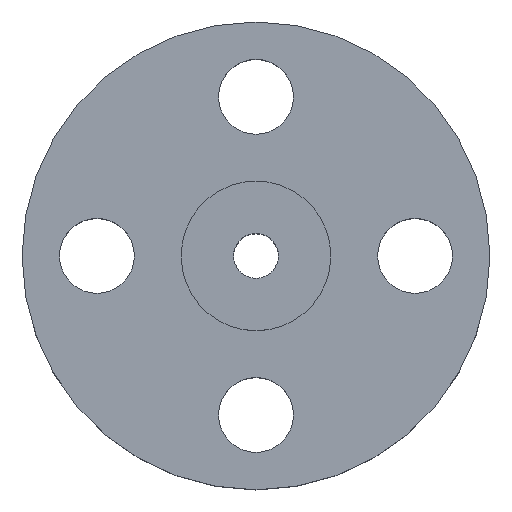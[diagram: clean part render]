
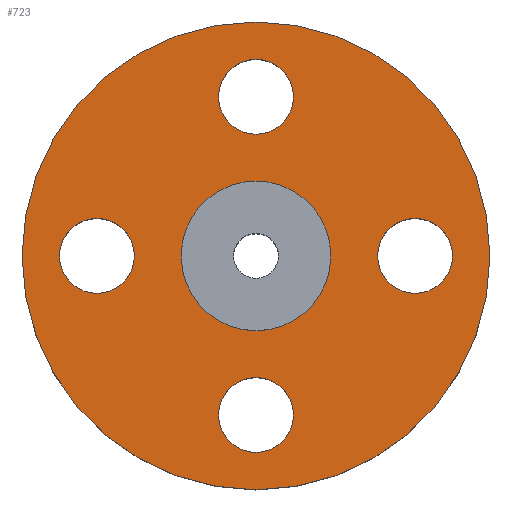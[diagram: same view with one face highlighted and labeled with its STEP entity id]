
A CAD part, top view. The second image highlights one B-rep face of the part: STEP entity #723.
In plain terms, the highlighted planar face has unit normal (0, 0, 1).
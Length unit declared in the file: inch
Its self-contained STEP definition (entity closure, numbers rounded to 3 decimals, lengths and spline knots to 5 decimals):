
#1 = DIRECTION ( 'NONE',  ( 0., -1., 0. ) ) ;
#8 = AXIS2_PLACEMENT_3D ( 'NONE', #89, #292, #555 ) ;
#10 = CARTESIAN_POINT ( 'NONE',  ( 2.125, 0., -0.25 ) ) ;
#11 = AXIS2_PLACEMENT_3D ( 'NONE', #10, #683, #536 ) ;
#13 = CARTESIAN_POINT ( 'NONE',  ( 0., -2.125, -0.25 ) ) ;
#31 = FACE_BOUND ( 'NONE', #152, .T. ) ;
#38 = DIRECTION ( 'NONE',  ( -1., 0., 0. ) ) ;
#39 = VERTEX_POINT ( 'NONE', #668 ) ;
#67 = CARTESIAN_POINT ( 'NONE',  ( -0.5, -2.125, -0.25 ) ) ;
#76 = DIRECTION ( 'NONE',  ( -1., 0., 0. ) ) ;
#80 = AXIS2_PLACEMENT_3D ( 'NONE', #765, #378, #38 ) ;
#89 = CARTESIAN_POINT ( 'NONE',  ( -2.125, 0., -0.25 ) ) ;
#92 = VERTEX_POINT ( 'NONE', #278 ) ;
#108 = EDGE_LOOP ( 'NONE', ( #325, #226 ) ) ;
#112 = EDGE_CURVE ( 'NONE', #484, #630, #166, .T. ) ;
#118 = ORIENTED_EDGE ( 'NONE', *, *, #280, .F. ) ;
#138 = DIRECTION ( 'NONE',  ( 0., 0., 1. ) ) ;
#145 = DIRECTION ( 'NONE',  ( 0., 1., 0. ) ) ;
#152 = EDGE_LOOP ( 'NONE', ( #537, #287 ) ) ;
#154 = EDGE_LOOP ( 'NONE', ( #257, #118 ) ) ;
#163 = FACE_BOUND ( 'NONE', #297, .T. ) ;
#166 = CIRCLE ( 'NONE', #409, 3.125 ) ;
#182 = CIRCLE ( 'NONE', #773, 1. ) ;
#183 = VERTEX_POINT ( 'NONE', #346 ) ;
#191 = EDGE_LOOP ( 'NONE', ( #611, #528 ) ) ;
#197 = DIRECTION ( 'NONE',  ( 0., -1., 0. ) ) ;
#200 = DIRECTION ( 'NONE',  ( 0., 0., 1. ) ) ;
#204 = CIRCLE ( 'NONE', #323, 1. ) ;
#206 = CARTESIAN_POINT ( 'NONE',  ( 2.625, 0., -0.25 ) ) ;
#221 = DIRECTION ( 'NONE',  ( 1., 0., 0. ) ) ;
#226 = ORIENTED_EDGE ( 'NONE', *, *, #293, .T. ) ;
#229 = CARTESIAN_POINT ( 'NONE',  ( -3.125, 0., -0.25 ) ) ;
#230 = EDGE_CURVE ( 'NONE', #552, #372, #320, .T. ) ;
#238 = CARTESIAN_POINT ( 'NONE',  ( 0.5, 2.125, -0.25 ) ) ;
#257 = ORIENTED_EDGE ( 'NONE', *, *, #629, .F. ) ;
#260 = DIRECTION ( 'NONE',  ( 1., 0., 0. ) ) ;
#263 = CARTESIAN_POINT ( 'NONE',  ( 0., 2.125, -0.25 ) ) ;
#276 = AXIS2_PLACEMENT_3D ( 'NONE', #740, #354, #145 ) ;
#278 = CARTESIAN_POINT ( 'NONE',  ( 1., 0., -0.25 ) ) ;
#280 = EDGE_CURVE ( 'NONE', #491, #698, #437, .T. ) ;
#284 = DIRECTION ( 'NONE',  ( 1., 0., 0. ) ) ;
#287 = ORIENTED_EDGE ( 'NONE', *, *, #515, .F. ) ;
#292 = DIRECTION ( 'NONE',  ( 0., 0., 1. ) ) ;
#293 = EDGE_CURVE ( 'NONE', #630, #484, #395, .T. ) ;
#297 = EDGE_LOOP ( 'NONE', ( #710, #733 ) ) ;
#305 = AXIS2_PLACEMENT_3D ( 'NONE', #405, #621, #284 ) ;
#320 = CIRCLE ( 'NONE', #793, 0.5 ) ;
#323 = AXIS2_PLACEMENT_3D ( 'NONE', #847, #200, #260 ) ;
#325 = ORIENTED_EDGE ( 'NONE', *, *, #112, .T. ) ;
#346 = CARTESIAN_POINT ( 'NONE',  ( -2.625, 0., -0.25 ) ) ;
#348 = PLANE ( 'NONE',  #843 ) ;
#354 = DIRECTION ( 'NONE',  ( 0., 0., 1. ) ) ;
#362 = VERTEX_POINT ( 'NONE', #238 ) ;
#372 = VERTEX_POINT ( 'NONE', #496 ) ;
#373 = CARTESIAN_POINT ( 'NONE',  ( 0., 0., -0.25 ) ) ;
#378 = DIRECTION ( 'NONE',  ( 0., 0., 1. ) ) ;
#383 = DIRECTION ( 'NONE',  ( 1., 0., 0. ) ) ;
#388 = CARTESIAN_POINT ( 'NONE',  ( 0., 2.125, -0.25 ) ) ;
#392 = CARTESIAN_POINT ( 'NONE',  ( 3.125, 0., -0.25 ) ) ;
#395 = CIRCLE ( 'NONE', #609, 3.125 ) ;
#405 = CARTESIAN_POINT ( 'NONE',  ( -2.125, 0., -0.25 ) ) ;
#409 = AXIS2_PLACEMENT_3D ( 'NONE', #810, #750, #221 ) ;
#424 = DIRECTION ( 'NONE',  ( 0., 0., -1. ) ) ;
#425 = CIRCLE ( 'NONE', #8, 0.5 ) ;
#437 = CIRCLE ( 'NONE', #80, 0.5 ) ;
#445 = DIRECTION ( 'NONE',  ( 0., 0., 1. ) ) ;
#474 = EDGE_CURVE ( 'NONE', #92, #39, #204, .T. ) ;
#475 = DIRECTION ( 'NONE',  ( 0., 1., 0. ) ) ;
#477 = CARTESIAN_POINT ( 'NONE',  ( 0., 1., -0.25 ) ) ;
#483 = DIRECTION ( 'NONE',  ( 0., 0., 1. ) ) ;
#484 = VERTEX_POINT ( 'NONE', #392 ) ;
#487 = CARTESIAN_POINT ( 'NONE',  ( -1.625, 0., -0.25 ) ) ;
#491 = VERTEX_POINT ( 'NONE', #720 ) ;
#496 = CARTESIAN_POINT ( 'NONE',  ( 0.5, -2.125, -0.25 ) ) ;
#511 = EDGE_LOOP ( 'NONE', ( #560, #566 ) ) ;
#512 = DIRECTION ( 'NONE',  ( 0., 0., 1. ) ) ;
#515 = EDGE_CURVE ( 'NONE', #741, #362, #556, .T. ) ;
#528 = ORIENTED_EDGE ( 'NONE', *, *, #852, .F. ) ;
#536 = DIRECTION ( 'NONE',  ( -1., 0., 0. ) ) ;
#537 = ORIENTED_EDGE ( 'NONE', *, *, #547, .F. ) ;
#546 = FACE_BOUND ( 'NONE', #154, .T. ) ;
#547 = EDGE_CURVE ( 'NONE', #362, #741, #627, .T. ) ;
#552 = VERTEX_POINT ( 'NONE', #67 ) ;
#555 = DIRECTION ( 'NONE',  ( 1., 0., 0. ) ) ;
#556 = CIRCLE ( 'NONE', #680, 0.5 ) ;
#560 = ORIENTED_EDGE ( 'NONE', *, *, #658, .F. ) ;
#566 = ORIENTED_EDGE ( 'NONE', *, *, #230, .F. ) ;
#575 = DIRECTION ( 'NONE',  ( 0., 0., 1. ) ) ;
#609 = AXIS2_PLACEMENT_3D ( 'NONE', #834, #575, #837 ) ;
#611 = ORIENTED_EDGE ( 'NONE', *, *, #474, .F. ) ;
#621 = DIRECTION ( 'NONE',  ( 0., 0., 1. ) ) ;
#627 = CIRCLE ( 'NONE', #782, 0.5 ) ;
#629 = EDGE_CURVE ( 'NONE', #698, #491, #795, .T. ) ;
#630 = VERTEX_POINT ( 'NONE', #229 ) ;
#632 = FACE_BOUND ( 'NONE', #191, .T. ) ;
#648 = CIRCLE ( 'NONE', #305, 0.5 ) ;
#658 = EDGE_CURVE ( 'NONE', #372, #552, #676, .T. ) ;
#667 = VERTEX_POINT ( 'NONE', #487 ) ;
#668 = CARTESIAN_POINT ( 'NONE',  ( -1., 0., -0.25 ) ) ;
#672 = FACE_OUTER_BOUND ( 'NONE', #108, .T. ) ;
#674 = EDGE_CURVE ( 'NONE', #667, #183, #648, .T. ) ;
#676 = CIRCLE ( 'NONE', #276, 0.5 ) ;
#680 = AXIS2_PLACEMENT_3D ( 'NONE', #388, #445, #197 ) ;
#683 = DIRECTION ( 'NONE',  ( 0., 0., 1. ) ) ;
#697 = CARTESIAN_POINT ( 'NONE',  ( -0.5, 2.125, -0.25 ) ) ;
#698 = VERTEX_POINT ( 'NONE', #206 ) ;
#710 = ORIENTED_EDGE ( 'NONE', *, *, #674, .F. ) ;
#720 = CARTESIAN_POINT ( 'NONE',  ( 1.625, 0., -0.25 ) ) ;
#723 = ADVANCED_FACE ( 'NONE', ( #31, #546, #758, #163, #632, #672 ), #348, .F. ) ;
#733 = ORIENTED_EDGE ( 'NONE', *, *, #832, .F. ) ;
#740 = CARTESIAN_POINT ( 'NONE',  ( 0., -2.125, -0.25 ) ) ;
#741 = VERTEX_POINT ( 'NONE', #697 ) ;
#750 = DIRECTION ( 'NONE',  ( 0., 0., 1. ) ) ;
#758 = FACE_BOUND ( 'NONE', #511, .T. ) ;
#765 = CARTESIAN_POINT ( 'NONE',  ( 2.125, 0., -0.25 ) ) ;
#773 = AXIS2_PLACEMENT_3D ( 'NONE', #373, #512, #383 ) ;
#782 = AXIS2_PLACEMENT_3D ( 'NONE', #263, #138, #1 ) ;
#793 = AXIS2_PLACEMENT_3D ( 'NONE', #13, #483, #475 ) ;
#795 = CIRCLE ( 'NONE', #11, 0.5 ) ;
#810 = CARTESIAN_POINT ( 'NONE',  ( 0., 0., -0.25 ) ) ;
#832 = EDGE_CURVE ( 'NONE', #183, #667, #425, .T. ) ;
#834 = CARTESIAN_POINT ( 'NONE',  ( 0., 0., -0.25 ) ) ;
#837 = DIRECTION ( 'NONE',  ( 1., 0., 0. ) ) ;
#843 = AXIS2_PLACEMENT_3D ( 'NONE', #477, #424, #76 ) ;
#847 = CARTESIAN_POINT ( 'NONE',  ( 0., 0., -0.25 ) ) ;
#852 = EDGE_CURVE ( 'NONE', #39, #92, #182, .T. ) ;
